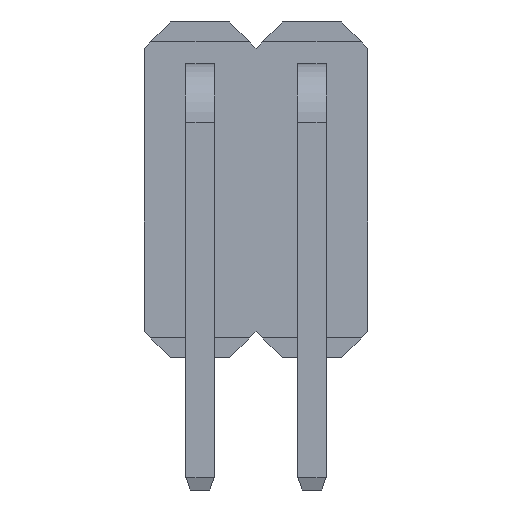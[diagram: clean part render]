
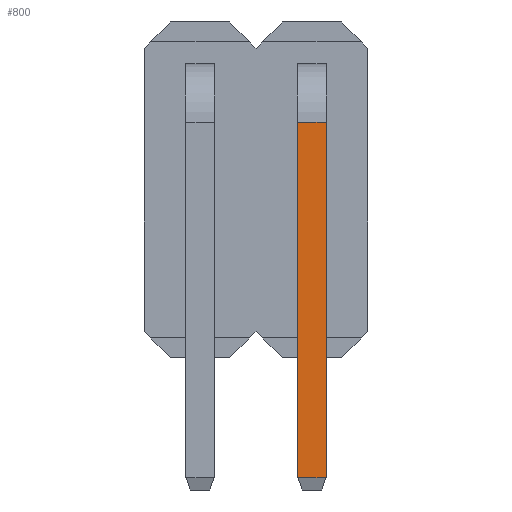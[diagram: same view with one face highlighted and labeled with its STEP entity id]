
A CAD part, front view. The second image highlights one B-rep face of the part: STEP entity #800.
In plain terms, the highlighted planar face has unit normal (0, -1, 0).
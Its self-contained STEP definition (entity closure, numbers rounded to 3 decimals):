
#800=ADVANCED_FACE('',(#2181),#2183,.T.);
#2181=FACE_BOUND('',#2182,.T.);
#2182=EDGE_LOOP('',(#3267,#3268,#3269,#3270));
#2183=PLANE('',#2184);
#2184=AXIS2_PLACEMENT_3D('',#2185,#2186,#2187);
#2185=CARTESIAN_POINT('',(2.22,-5.4,-3.));
#2186=DIRECTION('',(0.,-1.,0.));
#2187=DIRECTION('',(1.,0.,0.));
#3267=ORIENTED_EDGE('',*,*,#3916,.T.);
#3268=ORIENTED_EDGE('',*,*,#3722,.T.);
#3269=ORIENTED_EDGE('',*,*,#3910,.F.);
#3270=ORIENTED_EDGE('',*,*,#3713,.F.);
#3713=EDGE_CURVE('',#4223,#4225,#4226,.T.);
#3722=EDGE_CURVE('',#4232,#4238,#4240,.T.);
#3910=EDGE_CURVE('',#4225,#4238,#4540,.T.);
#3916=EDGE_CURVE('',#4223,#4232,#4550,.T.);
#4223=VERTEX_POINT('',#5099);
#4225=VERTEX_POINT('',#5103);
#4226=LINE('',#5104,#5105);
#4232=VERTEX_POINT('',#5122);
#4238=VERTEX_POINT('',#5135);
#4240=LINE('',#5140,#5141);
#4540=LINE('',#5836,#5837);
#4550=LINE('',#5858,#5859);
#5099=CARTESIAN_POINT('',(2.22,-5.4,-2.725));
#5103=CARTESIAN_POINT('',(2.22,-5.4,5.35));
#5104=CARTESIAN_POINT('',(2.22,-5.4,-2.725));
#5105=VECTOR('',#5106,1.);
#5106=DIRECTION('',(0.,0.,1.));
#5122=CARTESIAN_POINT('',(2.86,-5.4,-2.725));
#5135=CARTESIAN_POINT('',(2.86,-5.4,5.35));
#5140=CARTESIAN_POINT('',(2.86,-5.4,-2.725));
#5141=VECTOR('',#5142,1.);
#5142=DIRECTION('',(0.,0.,1.));
#5836=CARTESIAN_POINT('',(2.22,-5.4,5.35));
#5837=VECTOR('',#5838,1.);
#5838=DIRECTION('',(1.,0.,0.));
#5858=CARTESIAN_POINT('',(2.22,-5.4,-2.725));
#5859=VECTOR('',#5860,1.);
#5860=DIRECTION('',(1.,0.,0.));
